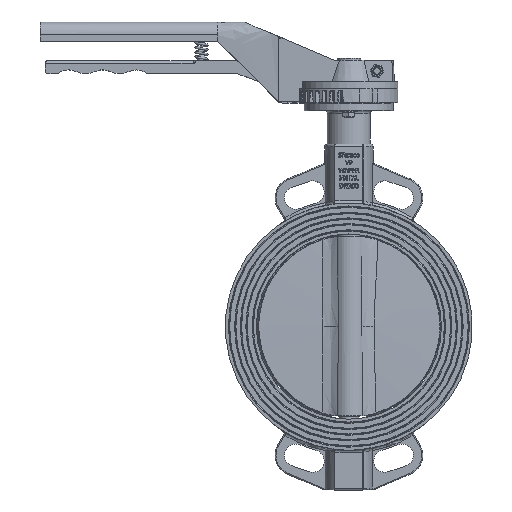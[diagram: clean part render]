
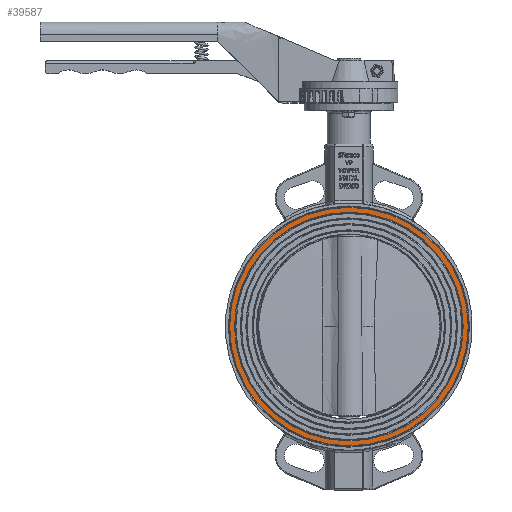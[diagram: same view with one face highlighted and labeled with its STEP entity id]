
A CAD part, top view. The second image highlights one B-rep face of the part: STEP entity #39587.
In plain terms, the highlighted planar face has unit normal (0, 0, 1).
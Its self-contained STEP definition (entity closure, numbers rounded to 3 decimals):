
#1498=CIRCLE('',#41880,127.472);
#1499=CIRCLE('',#41881,127.472);
#1502=CIRCLE('',#41885,122.194);
#1503=CIRCLE('',#41886,122.194);
#3327=FACE_BOUND('',#6344,.T.);
#3999=FACE_OUTER_BOUND('',#6343,.T.);
#6343=EDGE_LOOP('',(#26631,#26632));
#6344=EDGE_LOOP('',(#26633,#26634));
#15715=VERTEX_POINT('',#60962);
#15716=VERTEX_POINT('',#60964);
#15719=VERTEX_POINT('',#60972);
#15720=VERTEX_POINT('',#60974);
#19669=EDGE_CURVE('',#15716,#15715,#1498,.T.);
#19670=EDGE_CURVE('',#15715,#15716,#1499,.T.);
#19674=EDGE_CURVE('',#15719,#15720,#1502,.T.);
#19675=EDGE_CURVE('',#15720,#15719,#1503,.T.);
#26631=ORIENTED_EDGE('',*,*,#19669,.T.);
#26632=ORIENTED_EDGE('',*,*,#19670,.T.);
#26633=ORIENTED_EDGE('',*,*,#19675,.F.);
#26634=ORIENTED_EDGE('',*,*,#19674,.F.);
#36123=PLANE('',#41967);
#39587=ADVANCED_FACE('',(#3999,#3327),#36123,.F.);
#41880=AXIS2_PLACEMENT_3D('',#60965,#46980,#46981);
#41881=AXIS2_PLACEMENT_3D('',#60966,#46982,#46983);
#41885=AXIS2_PLACEMENT_3D('',#60975,#46991,#46992);
#41886=AXIS2_PLACEMENT_3D('',#60976,#46993,#46994);
#41967=AXIS2_PLACEMENT_3D('',#62491,#47182,#47183);
#46980=DIRECTION('center_axis',(0.,0.,1.));
#46981=DIRECTION('ref_axis',(1.,0.,0.));
#46982=DIRECTION('center_axis',(0.,0.,1.));
#46983=DIRECTION('ref_axis',(1.,0.,0.));
#46991=DIRECTION('center_axis',(0.,0.,1.));
#46992=DIRECTION('ref_axis',(1.,0.,0.));
#46993=DIRECTION('center_axis',(0.,0.,1.));
#46994=DIRECTION('ref_axis',(1.,0.,0.));
#47182=DIRECTION('center_axis',(0.,0.,-1.));
#47183=DIRECTION('ref_axis',(-1.,0.,0.));
#60962=CARTESIAN_POINT('',(141.553,-57.908,447.5));
#60964=CARTESIAN_POINT('',(-113.39,-57.908,447.5));
#60965=CARTESIAN_POINT('Origin',(14.082,-57.908,447.5));
#60966=CARTESIAN_POINT('Origin',(14.082,-57.908,447.5));
#60972=CARTESIAN_POINT('',(-108.112,-57.908,447.5));
#60974=CARTESIAN_POINT('',(136.276,-57.908,447.5));
#60975=CARTESIAN_POINT('Origin',(14.082,-57.908,447.5));
#60976=CARTESIAN_POINT('Origin',(14.082,-57.908,447.5));
#62491=CARTESIAN_POINT('Origin',(14.082,64.287,447.5));
